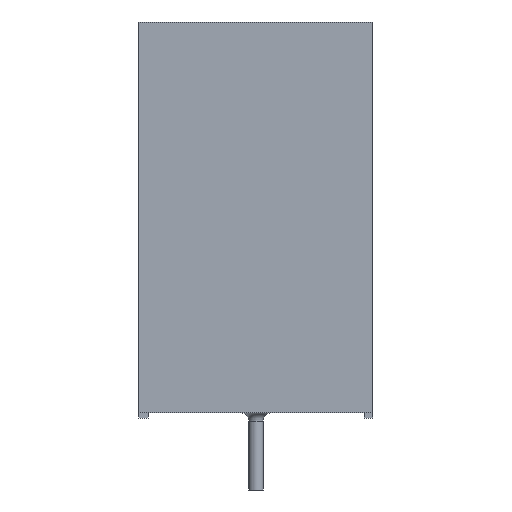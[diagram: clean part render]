
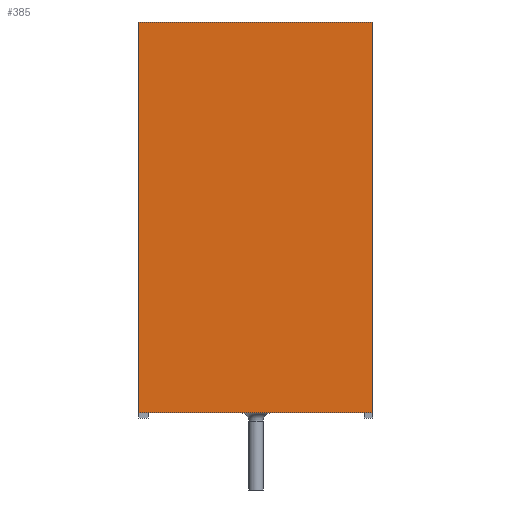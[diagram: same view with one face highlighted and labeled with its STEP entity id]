
A CAD part, left-side view. The second image highlights one B-rep face of the part: STEP entity #385.
In plain terms, the highlighted planar face has unit normal (-1, 0, 0).
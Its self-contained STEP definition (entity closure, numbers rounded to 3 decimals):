
#385 = ADVANCED_FACE( '', ( #928 ), #929, .F. );
#928 = FACE_OUTER_BOUND( '', #1669, .T. );
#929 = PLANE( '', #1670 );
#1669 = EDGE_LOOP( '', ( #2912, #2913, #2914, #2915 ) );
#1670 = AXIS2_PLACEMENT_3D( '', #2916, #2917, #2918 );
#2912 = ORIENTED_EDGE( '', *, *, #5186, .T. );
#2913 = ORIENTED_EDGE( '', *, *, #5276, .F. );
#2914 = ORIENTED_EDGE( '', *, *, #5277, .F. );
#2915 = ORIENTED_EDGE( '', *, *, #5278, .T. );
#2916 = CARTESIAN_POINT( '', ( -15.5, -6.5, 10.85 ) );
#2917 = DIRECTION( '', ( 1., 0., 0. ) );
#2918 = DIRECTION( '', ( 0., 0., -1. ) );
#5186 = EDGE_CURVE( '', #6152, #6153, #6154, .T. );
#5276 = EDGE_CURVE( '', #6296, #6153, #6297, .T. );
#5277 = EDGE_CURVE( '', #6298, #6296, #6299, .T. );
#5278 = EDGE_CURVE( '', #6298, #6152, #6300, .T. );
#6152 = VERTEX_POINT( '', #7829 );
#6153 = VERTEX_POINT( '', #7830 );
#6154 = LINE( '', #7831, #7832 );
#6296 = VERTEX_POINT( '', #8227 );
#6297 = LINE( '', #8228, #8229 );
#6298 = VERTEX_POINT( '', #8230 );
#6299 = LINE( '', #8231, #8232 );
#6300 = LINE( '', #8233, #8234 );
#7829 = CARTESIAN_POINT( '', ( -15.5, 6.5, 10.85 ) );
#7830 = CARTESIAN_POINT( '', ( -15.5, 6.5, -10.85 ) );
#7831 = CARTESIAN_POINT( '', ( -15.5, 6.5, 10.85 ) );
#7832 = VECTOR( '', #10261, 1000. );
#8227 = CARTESIAN_POINT( '', ( -15.5, -6.5, -10.85 ) );
#8228 = CARTESIAN_POINT( '', ( -15.5, -6.5, -10.85 ) );
#8229 = VECTOR( '', #10299, 1000. );
#8230 = CARTESIAN_POINT( '', ( -15.5, -6.5, 10.85 ) );
#8231 = CARTESIAN_POINT( '', ( -15.5, -6.5, 10.85 ) );
#8232 = VECTOR( '', #10300, 1000. );
#8233 = CARTESIAN_POINT( '', ( -15.5, -6.5, 10.85 ) );
#8234 = VECTOR( '', #10301, 1000. );
#10261 = DIRECTION( '', ( 0., 0., -1. ) );
#10299 = DIRECTION( '', ( 0., 1., 0. ) );
#10300 = DIRECTION( '', ( 0., 0., -1. ) );
#10301 = DIRECTION( '', ( 0., 1., 0. ) );
